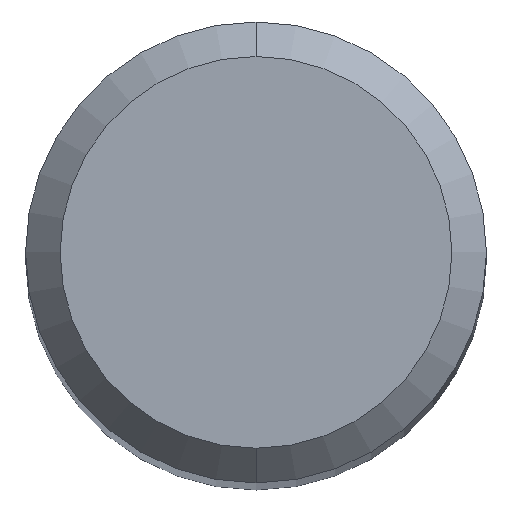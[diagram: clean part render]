
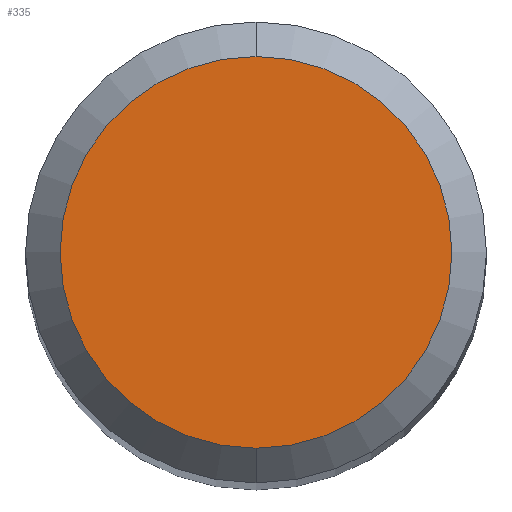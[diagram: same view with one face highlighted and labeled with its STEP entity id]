
A CAD part, top view. The second image highlights one B-rep face of the part: STEP entity #335.
In plain terms, the highlighted planar face has unit normal (0, 0, 1).
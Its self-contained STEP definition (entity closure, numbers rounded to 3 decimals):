
#245=VERTEX_POINT('',#676);
#335=ADVANCED_FACE('',(#776),#777,.T.);
#471=VERTEX_POINT('',#929);
#515=EDGE_CURVE('',#471,#245,#977,.T.);
#635=EDGE_CURVE('',#245,#471,#1106,.T.);
#676=CARTESIAN_POINT('',(0.,-1.7,0.0));
#776=FACE_OUTER_BOUND('',#1308,.T.);
#777=PLANE('',#1309);
#929=CARTESIAN_POINT('',(0.0,1.7,0.0));
#977=CIRCLE('',#1665,1.7);
#1106=CIRCLE('',#1867,1.7);
#1308=EDGE_LOOP('',(#2044,#2045));
#1309=AXIS2_PLACEMENT_3D('',#2046,#2047,#2048);
#1665=AXIS2_PLACEMENT_3D('',#2331,#2332,#2333);
#1867=AXIS2_PLACEMENT_3D('',#2501,#2502,#2503);
#2044=ORIENTED_EDGE('',*,*,#515,.F.);
#2045=ORIENTED_EDGE('',*,*,#635,.F.);
#2046=CARTESIAN_POINT('',(0.0,0.85,0.0));
#2047=DIRECTION('',(-0.0,0.0,1.0));
#2048=DIRECTION('',(0.0,-1.0,0.0));
#2331=CARTESIAN_POINT('',(0.0,0.0,0.0));
#2332=DIRECTION('',(0.0,0.0,-1.0));
#2333=DIRECTION('',(0.0,1.0,0.0));
#2501=CARTESIAN_POINT('',(0.0,0.0,0.0));
#2502=DIRECTION('',(0.0,0.0,-1.0));
#2503=DIRECTION('',(0.0,1.0,0.0));
